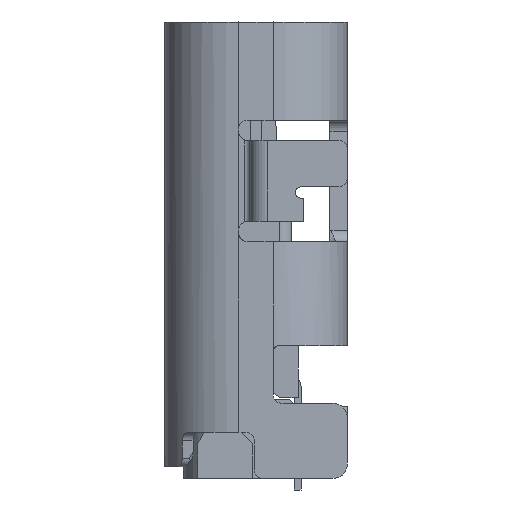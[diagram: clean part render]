
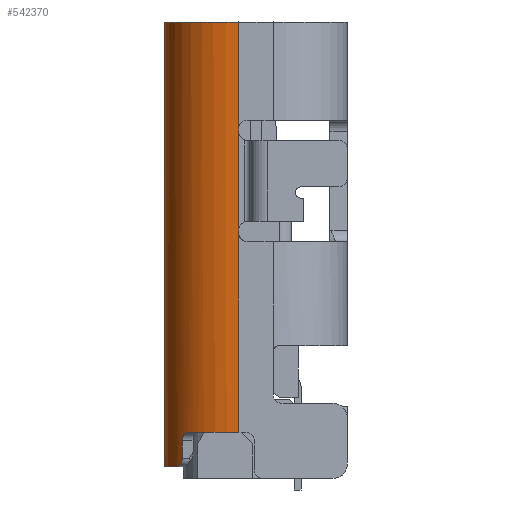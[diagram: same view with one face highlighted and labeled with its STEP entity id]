
A CAD part, left-side view. The second image highlights one B-rep face of the part: STEP entity #542370.
In plain terms, the highlighted cylindrical face has radius 1.28 mm (diameter 2.56 mm), a partial arc.
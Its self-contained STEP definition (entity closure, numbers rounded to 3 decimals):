
#51480=CARTESIAN_POINT('',(106.597,1.855,-37.9));
#51490=VERTEX_POINT('',#51480);
#52950=CARTESIAN_POINT('',(106.445,1.25,-38.654));
#52960=DIRECTION('',(0.,0.,1.));
#52970=VECTOR('',#52960,1.);
#52980=LINE('',#52950,#52970);
#52990=CARTESIAN_POINT('',(106.445,1.25,-37.9));
#53000=VERTEX_POINT('',#52990);
#53010=CARTESIAN_POINT('',(106.445,1.25,-34.45));
#53020=VERTEX_POINT('',#53010);
#53030=EDGE_CURVE('',#53000,#53020,#52980,.T.);
#456570=CARTESIAN_POINT('',(107.725,1.25,-37.9));
#456580=DIRECTION('',(0.,0.,1.));
#456590=DIRECTION('',(1.,0.,0.));
#456600=AXIS2_PLACEMENT_3D('',#456570,#456580,#456590);
#456610=CIRCLE('',#456600,1.28);
#456620=EDGE_CURVE('',#51490,#53000,#456610,.T.);
#458340=CARTESIAN_POINT('',(107.725,2.53,-38.5));
#458350=DIRECTION('',(0.,0.,1.));
#458360=VECTOR('',#458350,7.7);
#458370=LINE('',#458340,#458360);
#458380=CARTESIAN_POINT('',(107.725,2.53,-38.5));
#458390=VERTEX_POINT('',#458380);
#458400=CARTESIAN_POINT('',(107.725,2.53,-30.8));
#458410=VERTEX_POINT('',#458400);
#458420=EDGE_CURVE('',#458390,#458410,#458370,.T.);
#495420=CARTESIAN_POINT('',(106.445,1.25,-30.8));
#495430=VERTEX_POINT('',#495420);
#495460=CARTESIAN_POINT('',(107.725,1.25,-30.8));
#495470=DIRECTION('',(0.,0.,-1.));
#495480=DIRECTION('',(-1.,0.,0.));
#495490=AXIS2_PLACEMENT_3D('',#495460,#495470,#495480);
#495500=CIRCLE('',#495490,1.28);
#495510=EDGE_CURVE('',#495430,#458410,#495500,.T.);
#509450=CARTESIAN_POINT('',(107.725,1.25,-37.9));
#509460=DIRECTION('',(0.,0.,1.));
#509470=DIRECTION('',(-0.733,0.68,0.));
#509480=AXIS2_PLACEMENT_3D('',#509450,#509460,#509470);
#509490=CIRCLE('',#509480,1.28);
#509500=CARTESIAN_POINT('',(106.787,2.12,
-37.9));
#509510=VERTEX_POINT('',#509500);
#509520=EDGE_CURVE('',#509510,#51490,#509490,.T.);
#509950=CARTESIAN_POINT('',(106.897,2.226,-38.05));
#509960=VERTEX_POINT('',#509950);
#509990=CARTESIAN_POINT('',(106.897,2.226,
-38.05));
#510000=CARTESIAN_POINT('',(106.897,2.226,-38.035
));
#510010=CARTESIAN_POINT('',(106.893,2.222,
-38.004));
#510020=CARTESIAN_POINT('',(106.876,2.208,-37.961
));
#510030=CARTESIAN_POINT('',(106.851,2.185,
-37.927));
#510040=CARTESIAN_POINT('',(106.82,2.155,
-37.905));
#510050=CARTESIAN_POINT('',(106.798,2.132,
-37.9));
#510060=CARTESIAN_POINT('',(106.787,2.12,
-37.9));
#510070=B_SPLINE_CURVE_WITH_KNOTS('',3,(#509990,#510000,#510010,#510020,
#510030,#510040,#510050,#510060),.UNSPECIFIED.,.F.,.F.,(4,1,1,1,1,4),(0.
,0.2,0.4,0.6,0.8,1.),.UNSPECIFIED.);
#510080=EDGE_CURVE('',#509960,#509510,#510070,.T.);
#510950=CARTESIAN_POINT('',(106.445,1.25,-32.7));
#510960=VERTEX_POINT('',#510950);
#510970=CARTESIAN_POINT('',(106.445,1.25,-32.65));
#510980=VERTEX_POINT('',#510970);
#510990=EDGE_CURVE('',#510960,#510980,#52980,.T.);
#528100=EDGE_CURVE('',#510980,#495430,#52980,.T.);
#534560=CARTESIAN_POINT('',(106.445,1.25,-34.4));
#534570=VERTEX_POINT('',#534560);
#534580=EDGE_CURVE('',#53020,#534570,#52980,.T.);
#541730=EDGE_CURVE('',#534570,#510960,#52980,.T.);
#541920=CARTESIAN_POINT('',(107.725,1.25,-38.654));
#541930=DIRECTION('',(0.,0.,1.));
#541940=DIRECTION('',(1.,0.,0.));
#541950=AXIS2_PLACEMENT_3D('',#541920,#541930,#541940);
#541960=CYLINDRICAL_SURFACE('',#541950,1.28);
#541970=CARTESIAN_POINT('',(107.022,2.319,
-38.5));
#541980=CARTESIAN_POINT('',(107.007,2.31,
-38.5));
#541990=CARTESIAN_POINT('',(106.98,2.291,
-38.495));
#542000=CARTESIAN_POINT('',(106.945,2.265,-38.474
));
#542010=CARTESIAN_POINT('',(106.917,2.243,-38.439
));
#542020=CARTESIAN_POINT('',(106.9,2.229,
-38.396));
#542030=CARTESIAN_POINT('',(106.897,2.226,-38.365
));
#542040=CARTESIAN_POINT('',(106.897,2.226,-38.35
));
#542050=B_SPLINE_CURVE_WITH_KNOTS('',3,(#541970,#541980,#541990,#542000,
#542010,#542020,#542030,#542040),.UNSPECIFIED.,.F.,.F.,(4,1,1,1,1,4),(0.
,0.2,0.4,0.6,0.8,1.),.UNSPECIFIED.);
#542060=CARTESIAN_POINT('',(107.022,2.319,-38.5));
#542070=VERTEX_POINT('',#542060);
#542080=CARTESIAN_POINT('',(106.897,2.226,-38.35));
#542090=VERTEX_POINT('',#542080);
#542100=EDGE_CURVE('',#542070,#542090,#542050,.T.);
#542110=ORIENTED_EDGE('',*,*,#542100,.T.);
#542120=CARTESIAN_POINT('',(107.725,1.25,-38.5));
#542130=DIRECTION('',(0.,0.,1.));
#542140=DIRECTION('',(0.,1.,0.));
#542150=AXIS2_PLACEMENT_3D('',#542120,#542130,#542140);
#542160=CIRCLE('',#542150,1.28);
#542170=EDGE_CURVE('',#458390,#542070,#542160,.T.);
#542180=ORIENTED_EDGE('',*,*,#542170,.T.);
#542190=ORIENTED_EDGE('',*,*,#458420,.F.);
#542200=ORIENTED_EDGE('',*,*,#495510,.T.);
#542210=ORIENTED_EDGE('',*,*,#528100,.T.);
#542220=ORIENTED_EDGE('',*,*,#510990,.T.);
#542230=ORIENTED_EDGE('',*,*,#541730,.T.);
#542240=ORIENTED_EDGE('',*,*,#534580,.T.);
#542250=ORIENTED_EDGE('',*,*,#53030,.T.);
#542260=ORIENTED_EDGE('',*,*,#456620,.T.);
#542270=ORIENTED_EDGE('',*,*,#509520,.T.);
#542280=ORIENTED_EDGE('',*,*,#510080,.T.);
#542290=CARTESIAN_POINT('',(106.897,2.226,-38.35
));
#542300=DIRECTION('',(0.,0.,
1.));
#542310=VECTOR('',#542300,0.3);
#542320=LINE('',#542290,#542310);
#542330=EDGE_CURVE('',#542090,#509960,#542320,.T.);
#542340=ORIENTED_EDGE('',*,*,#542330,.T.);
#542350=EDGE_LOOP('',(#542340,#542280,#542270,#542260,#542250,#542240,
#542230,#542220,#542210,#542200,#542190,#542180,#542110));
#542360=FACE_OUTER_BOUND('',#542350,.T.);
#542370=ADVANCED_FACE('',(#542360),#541960,.T.);
